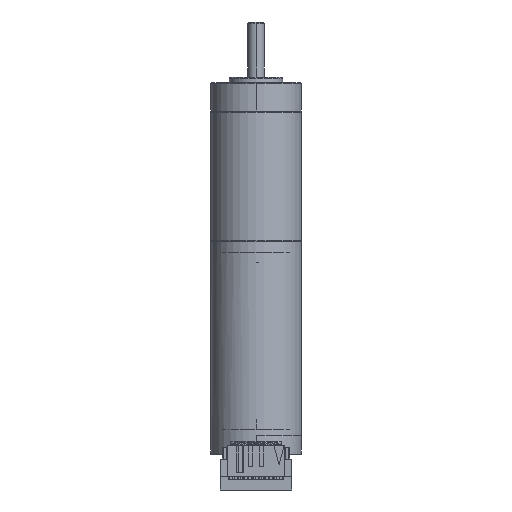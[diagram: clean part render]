
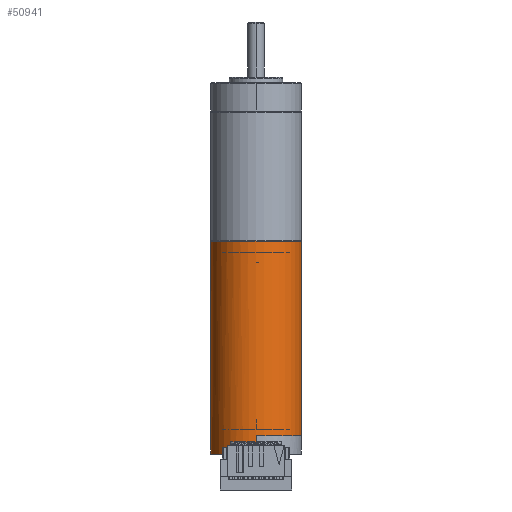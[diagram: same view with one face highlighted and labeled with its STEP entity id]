
A CAD part, front view. The second image highlights one B-rep face of the part: STEP entity #50941.
In plain terms, the highlighted cylindrical face has radius 11 mm (diameter 22 mm), a partial arc.
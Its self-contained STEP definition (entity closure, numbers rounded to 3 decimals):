
#7525=CARTESIAN_POINT('',(0.,0.,-1.5));
#7526=DIRECTION('',(0.,0.,1.));
#7527=DIRECTION('',(-0.561,-0.828,0.));
#7528=AXIS2_PLACEMENT_3D('',#7525,#7526,#7527);
#14946=CARTESIAN_POINT('',(0.,0.,0.));
#14947=DIRECTION('',(0.,0.,-1.));
#14948=DIRECTION('',(1.,0.,0.));
#14949=AXIS2_PLACEMENT_3D('',#14946,#14947,#14948);
#14951=DIRECTION('',(0.,0.,-1.));
#14952=VECTOR('',#14951,1.5);
#14953=CARTESIAN_POINT('',(0.,-11.,0.));
#14954=LINE('',#14953,#14952);
#14955=DIRECTION('',(0.,0.,-1.));
#14956=VECTOR('',#14955,2.8);
#14957=CARTESIAN_POINT('',(-6.168,-9.108,-1.5));
#14958=LINE('',#14957,#14956);
#14959=CARTESIAN_POINT('',(-6.168,-9.108,-4.3));
#14960=CARTESIAN_POINT('',(-6.235,-9.063,
-4.367));
#14961=CARTESIAN_POINT('',(-6.301,-9.017,
-4.434));
#14962=CARTESIAN_POINT('',(-6.368,-8.97,-4.5));
#14964=CARTESIAN_POINT('',(0.,0.,0.));
#14965=DIRECTION('',(0.,0.,-1.));
#14966=DIRECTION('',(-1.,0.,0.));
#14967=AXIS2_PLACEMENT_3D('',#14964,#14965,#14966);
#14969=DIRECTION('',(0.,0.,-1.));
#14970=VECTOR('',#14969,4.5);
#14971=CARTESIAN_POINT('',(0.,11.,0.));
#14972=LINE('',#14971,#14970);
#14982=DIRECTION('',(0.,0.,1.));
#14983=VECTOR('',#14982,47.);
#14984=CARTESIAN_POINT('',(11.,0.,0.));
#14985=LINE('',#14984,#14983);
#14986=DIRECTION('',(0.,0.,-1.));
#14987=VECTOR('',#14986,47.);
#14988=CARTESIAN_POINT('',(-11.,0.,47.));
#14989=LINE('',#14988,#14987);
#15018=CARTESIAN_POINT('',(0.,0.,-4.5));
#15019=DIRECTION('',(0.,0.,1.));
#15020=DIRECTION('',(0.,1.,0.));
#15021=AXIS2_PLACEMENT_3D('',#15018,#15019,#15020);
#16095=CARTESIAN_POINT('',(0.,0.,47.));
#16096=DIRECTION('',(0.,0.,-1.));
#16097=DIRECTION('',(1.,0.,0.));
#16098=AXIS2_PLACEMENT_3D('',#16095,#16096,#16097);
#27988=CARTESIAN_POINT('',(11.,0.,47.));
#27989=CARTESIAN_POINT('',(-11.,0.,47.));
#27990=VERTEX_POINT('',#27988);
#27991=VERTEX_POINT('',#27989);
#28232=CARTESIAN_POINT('',(-6.368,-8.97,-4.5));
#28234=VERTEX_POINT('',#28232);
#28244=CARTESIAN_POINT('',(0.,11.,-4.5));
#28245=VERTEX_POINT('',#28244);
#28286=VERTEX_POINT('',#14959);
#28289=CARTESIAN_POINT('',(-6.168,-9.108,-1.5));
#28290=CARTESIAN_POINT('',(0.,-11.,-1.5));
#28291=VERTEX_POINT('',#28289);
#28292=VERTEX_POINT('',#28290);
#28413=CARTESIAN_POINT('',(-11.,0.,0.));
#28414=CARTESIAN_POINT('',(0.,11.,0.));
#28415=VERTEX_POINT('',#28413);
#28416=VERTEX_POINT('',#28414);
#28417=CARTESIAN_POINT('',(11.,0.,0.));
#28418=CARTESIAN_POINT('',(0.,-11.,0.));
#28419=VERTEX_POINT('',#28417);
#28420=VERTEX_POINT('',#28418);
#50915=CARTESIAN_POINT('',(0.,0.,48.3));
#50916=DIRECTION('',(0.,0.,-1.));
#50917=DIRECTION('',(1.,0.,0.));
#50918=AXIS2_PLACEMENT_3D('',#50915,#50916,#50917);
#50919=CYLINDRICAL_SURFACE('',#50918,11.);
#50921=ORIENTED_EDGE('',*,*,#50920,.T.);
#50923=ORIENTED_EDGE('',*,*,#50922,.T.);
#50924=ORIENTED_EDGE('',*,*,#41976,.F.);
#50925=ORIENTED_EDGE('',*,*,#50892,.T.);
#50926=ORIENTED_EDGE('',*,*,#50905,.T.);
#50928=ORIENTED_EDGE('',*,*,#50927,.F.);
#50930=ORIENTED_EDGE('',*,*,#50929,.F.);
#50932=ORIENTED_EDGE('',*,*,#50931,.F.);
#50934=ORIENTED_EDGE('',*,*,#50933,.F.);
#50936=ORIENTED_EDGE('',*,*,#50935,.F.);
#50938=ORIENTED_EDGE('',*,*,#50937,.F.);
#50939=EDGE_LOOP('',(#50921,#50923,#50924,#50925,#50926,#50928,#50930,#50932,
#50934,#50936,#50938));
#50940=FACE_OUTER_BOUND('',#50939,.F.);
#50941=ADVANCED_FACE('',(#50940),#50919,.T.);
#7529=CIRCLE('',#7528,11.);
#14950=CIRCLE('',#14949,11.);
#14963=B_SPLINE_CURVE_WITH_KNOTS('',3,(#14959,#14960,#14961,#14962),
.UNSPECIFIED.,.F.,.F.,(4,4),(0.,1.),.UNSPECIFIED.);
#14968=CIRCLE('',#14967,11.);
#15022=CIRCLE('',#15021,11.);
#16099=CIRCLE('',#16098,11.);
#41976=EDGE_CURVE('',#28291,#28292,#7529,.T.);
#50892=EDGE_CURVE('',#28291,#28286,#14958,.T.);
#50905=EDGE_CURVE('',#28286,#28234,#14963,.T.);
#50920=EDGE_CURVE('',#28419,#28420,#14950,.T.);
#50922=EDGE_CURVE('',#28420,#28292,#14954,.T.);
#50927=EDGE_CURVE('',#28245,#28234,#15022,.T.);
#50929=EDGE_CURVE('',#28416,#28245,#14972,.T.);
#50931=EDGE_CURVE('',#28415,#28416,#14968,.T.);
#50933=EDGE_CURVE('',#27991,#28415,#14989,.T.);
#50935=EDGE_CURVE('',#27990,#27991,#16099,.T.);
#50937=EDGE_CURVE('',#28419,#27990,#14985,.T.);
